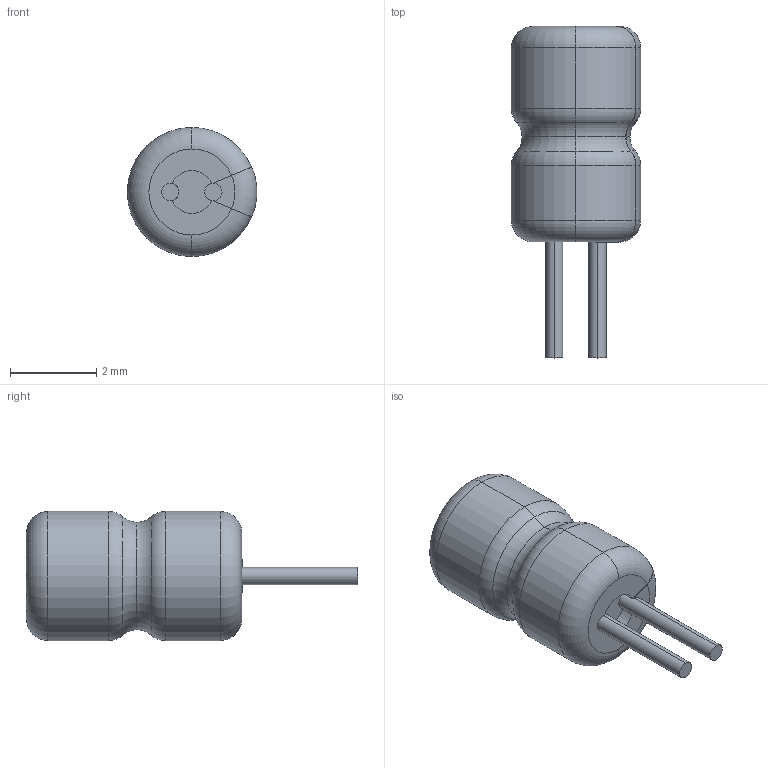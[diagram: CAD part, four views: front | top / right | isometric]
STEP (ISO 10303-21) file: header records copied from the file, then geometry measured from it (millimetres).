
FILE_DESCRIPTION (( 'STEP AP214' ), '1' );
FILE_NAME ('7774F6CB-4712-41C9-B29F-A5379FE59F86.STEP', '2022-07-07T18:15:46', ( '' ), ( '' ), 'SwSTEP 2.0', 'SolidWorks 2022', '' );
FILE_SCHEMA (( 'AUTOMOTIVE_DESIGN' ));
Length unit declared in the file: millimetre
Products named in the file (1): 7774F6CB-4712-41C9-B29F-A5379FE59F86
Bounding box: 3.01 x 7.71 x 3 mm (x, y, z)
Volume: 33.3 mm3; surface area: 66 mm2
Topology: 1 solids, 1 shells, 53 faces, 139 edges, 88 vertices
Faces by surface type: torus 24, cylinder 19, plane 10
Entity records: 2097 total; most frequent: CARTESIAN_POINT 325, DIRECTION 323, ORIENTED_EDGE 278, AXIS2_PLACEMENT_3D 142, EDGE_CURVE 139, CIRCLE 88, VERTEX_POINT 88, ADVANCED_FACE 53
